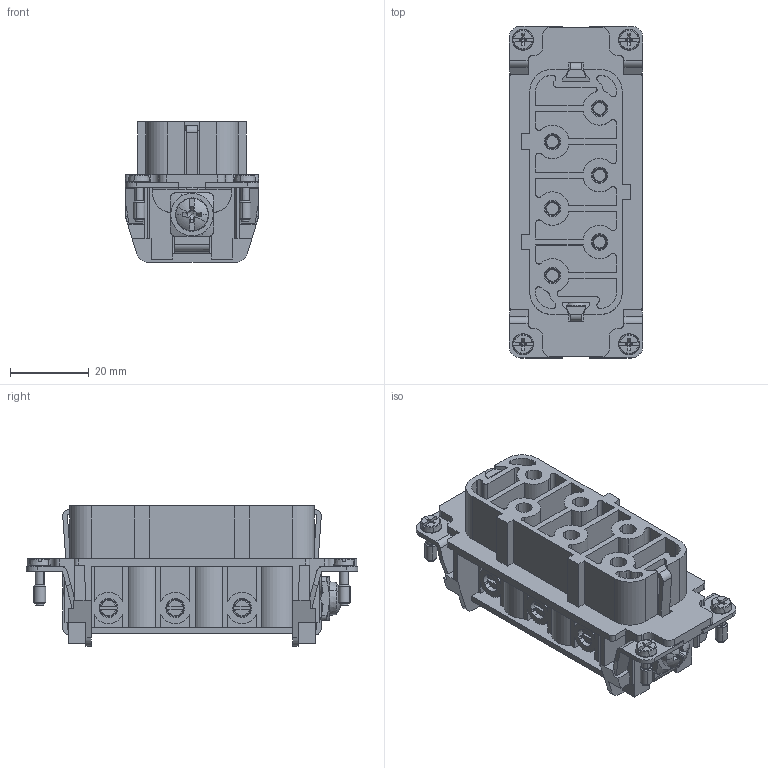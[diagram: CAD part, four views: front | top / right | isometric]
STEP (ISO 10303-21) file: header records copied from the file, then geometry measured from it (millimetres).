
FILE_DESCRIPTION(('CATIA V5 STEP Exchange','CAx-IF Rec.Pracs.--- Model Styling and Organization---1.5--- 2016-08-15','CAx-IF Rec.Pracs.---Supplemental Geometry---1.0---2011-11-01','CAx-IF Rec.Pracs.--- Composite Materials ---1.1---2010-07-15'),'2;1');
FILE_NAME ('13426112_3', '2025-08-22T07:20:36+00:00', ('none'), ('Weidmueller'), 'CATIA Version 5-6 Release 2024 SP4', 'CATIA V5 STEP AP214 v3', 'none');
FILE_SCHEMA(('AUTOMOTIVE_DESIGN { 1 0 10303 214 1 1 1 1 }'));
Products named in the file (1): 1498900000
Bounding box: 34 x 84.47 x 35.7 mm (x, y, z)
Volume: 30977 mm3; surface area: 38450.1 mm2
Topology: 1 solids, 1 shells, 1980 faces, 6076 edges, 3887 vertices
Faces by surface type: plane 1026, cylinder 404, torus 170, cone 128, extrusion 108, bspline 92, revolution 28, sphere 24
Entity records: 75678 total; most frequent: CARTESIAN_POINT 24350, ORIENTED_EDGE 12060, DIRECTION 7496, EDGE_CURVE 6030, VERTEX_POINT 3887, VECTOR 3228, LINE 3120, AXIS2_PLACEMENT_3D 2862
